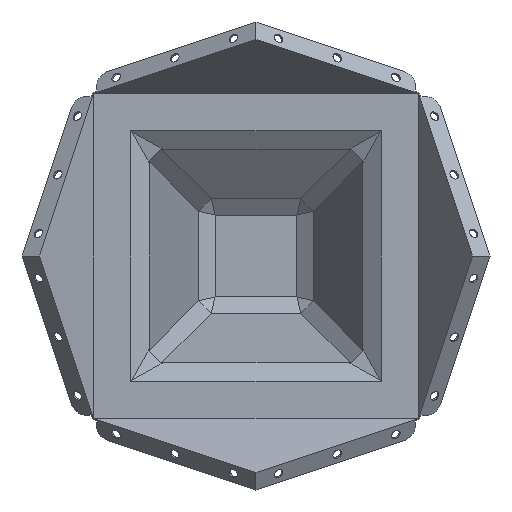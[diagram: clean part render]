
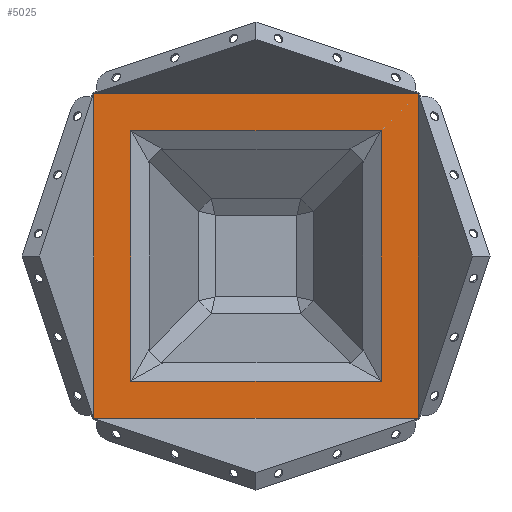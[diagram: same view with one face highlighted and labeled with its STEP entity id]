
A CAD part, front view. The second image highlights one B-rep face of the part: STEP entity #5025.
In plain terms, the highlighted free-form (B-spline) face has degree [1, 1] with [2, 2] control points.
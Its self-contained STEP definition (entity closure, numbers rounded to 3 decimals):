
#1054 = VERTEX_POINT('',#1055);
#1055 = CARTESIAN_POINT('',(284.184,0.,-284.184));
#1082 = VERTEX_POINT('',#1083);
#1083 = CARTESIAN_POINT('',(284.184,0.,284.184));
#1132 = VERTEX_POINT('',#1133);
#1133 = CARTESIAN_POINT('',(-284.184,0.,284.184));
#1182 = VERTEX_POINT('',#1183);
#1183 = CARTESIAN_POINT('',(-284.184,0.,-284.184));
#2901 = EDGE_CURVE('',#1054,#1082,#2902,.T.);
#2902 = B_SPLINE_CURVE_WITH_KNOTS('',1,(#2903,#2904),.UNSPECIFIED.,.F.,
  .F.,(2,2),(0.,500.),.PIECEWISE_BEZIER_KNOTS.);
#2903 = CARTESIAN_POINT('',(284.184,0.,-284.184));
#2904 = CARTESIAN_POINT('',(284.184,0.,284.184));
#3017 = EDGE_CURVE('',#1082,#1132,#3018,.T.);
#3018 = B_SPLINE_CURVE_WITH_KNOTS('',1,(#3019,#3020),.UNSPECIFIED.,.F.,
  .F.,(2,2),(0.,500.),.PIECEWISE_BEZIER_KNOTS.);
#3019 = CARTESIAN_POINT('',(284.184,0.,284.184));
#3020 = CARTESIAN_POINT('',(-284.184,0.,284.184));
#3133 = EDGE_CURVE('',#1132,#1182,#3134,.T.);
#3134 = B_SPLINE_CURVE_WITH_KNOTS('',1,(#3135,#3136),.UNSPECIFIED.,.F.,
  .F.,(2,2),(0.,500.),.PIECEWISE_BEZIER_KNOTS.);
#3135 = CARTESIAN_POINT('',(-284.184,0.,284.184));
#3136 = CARTESIAN_POINT('',(-284.184,0.,-284.184));
#3799 = EDGE_CURVE('',#1182,#1054,#3800,.T.);
#3800 = B_SPLINE_CURVE_WITH_KNOTS('',1,(#3801,#3802),.UNSPECIFIED.,.F.,
  .F.,(2,2),(0.,500.),.PIECEWISE_BEZIER_KNOTS.);
#3801 = CARTESIAN_POINT('',(-284.184,0.,-284.184));
#3802 = CARTESIAN_POINT('',(284.184,0.,-284.184));
#3893 = VERTEX_POINT('',#3894);
#3894 = CARTESIAN_POINT('',(219.347,0.,-219.347));
#3899 = EDGE_CURVE('',#3900,#3893,#3902,.T.);
#3900 = VERTEX_POINT('',#3901);
#3901 = CARTESIAN_POINT('',(219.347,0.,
    219.347));
#3902 = B_SPLINE_CURVE_WITH_KNOTS('',1,(#3903,#3904),.UNSPECIFIED.,.F.,
  .F.,(2,2),(-236.712,149.212),.PIECEWISE_BEZIER_KNOTS.);
#3903 = CARTESIAN_POINT('',(219.347,0.,219.347));
#3904 = CARTESIAN_POINT('',(219.347,0.,-219.347));
#4070 = VERTEX_POINT('',#4071);
#4071 = CARTESIAN_POINT('',(-219.347,0.,219.347));
#4076 = EDGE_CURVE('',#4077,#4070,#4079,.T.);
#4077 = VERTEX_POINT('',#4078);
#4078 = CARTESIAN_POINT('',(-219.347,0.,-219.347));
#4079 = B_SPLINE_CURVE_WITH_KNOTS('',1,(#4080,#4081),.UNSPECIFIED.,.F.,
  .F.,(2,2),(-236.712,149.212),.PIECEWISE_BEZIER_KNOTS.);
#4080 = CARTESIAN_POINT('',(-219.347,0.,-219.347));
#4081 = CARTESIAN_POINT('',(-219.347,0.,219.347));
#4118 = EDGE_CURVE('',#4070,#3900,#4119,.T.);
#4119 = B_SPLINE_CURVE_WITH_KNOTS('',1,(#4120,#4121),.UNSPECIFIED.,.F.,
  .F.,(2,2),(-236.712,149.212),.PIECEWISE_BEZIER_KNOTS.);
#4120 = CARTESIAN_POINT('',(-219.347,0.,
    219.347));
#4121 = CARTESIAN_POINT('',(219.347,0.,
    219.347));
#4455 = EDGE_CURVE('',#3893,#4077,#4456,.T.);
#4456 = B_SPLINE_CURVE_WITH_KNOTS('',1,(#4457,#4458),.UNSPECIFIED.,.F.,
  .F.,(2,2),(-236.712,149.212),.PIECEWISE_BEZIER_KNOTS.);
#4457 = CARTESIAN_POINT('',(219.347,0.,-219.347));
#4458 = CARTESIAN_POINT('',(-219.347,0.,-219.347));
#5025 = ADVANCED_FACE('',(#5026,#5032),#5038,.F.);
#5026 = FACE_BOUND('',#5027,.T.);
#5027 = EDGE_LOOP('',(#5028,#5029,#5030,#5031));
#5028 = ORIENTED_EDGE('',*,*,#3133,.T.);
#5029 = ORIENTED_EDGE('',*,*,#3799,.T.);
#5030 = ORIENTED_EDGE('',*,*,#2901,.T.);
#5031 = ORIENTED_EDGE('',*,*,#3017,.T.);
#5032 = FACE_BOUND('',#5033,.T.);
#5033 = EDGE_LOOP('',(#5034,#5035,#5036,#5037));
#5034 = ORIENTED_EDGE('',*,*,#4076,.T.);
#5035 = ORIENTED_EDGE('',*,*,#4118,.T.);
#5036 = ORIENTED_EDGE('',*,*,#3899,.T.);
#5037 = ORIENTED_EDGE('',*,*,#4455,.T.);
#5038 = B_SPLINE_SURFACE_WITH_KNOTS('',1,1,(
    (#5039,#5040)
    ,(#5041,#5042
    )),.UNSPECIFIED.,.F.,.F.,.F.,(2,2),(2,2),(-250.,250.),(-250.,250.),
  .PIECEWISE_BEZIER_KNOTS.);
#5039 = CARTESIAN_POINT('',(-284.184,0.,-284.184));
#5040 = CARTESIAN_POINT('',(284.184,0.,-284.184));
#5041 = CARTESIAN_POINT('',(-284.184,0.,284.184));
#5042 = CARTESIAN_POINT('',(284.184,0.,284.184));
